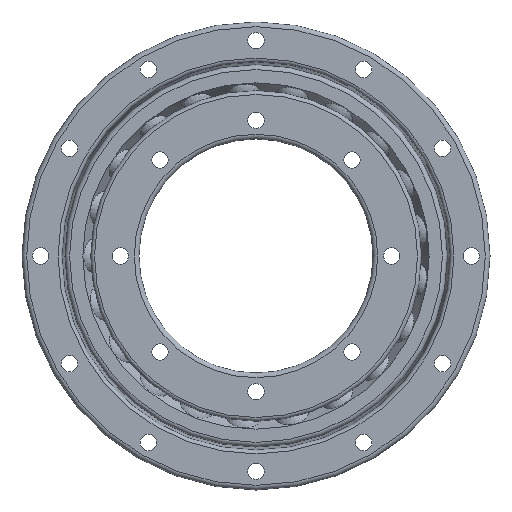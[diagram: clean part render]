
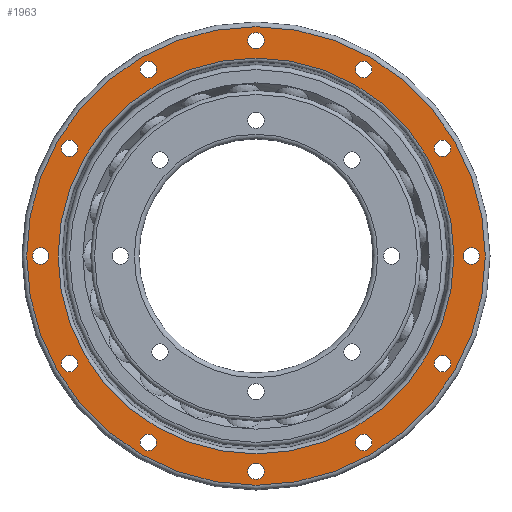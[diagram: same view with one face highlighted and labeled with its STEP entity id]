
A CAD part, front view. The second image highlights one B-rep face of the part: STEP entity #1963.
In plain terms, the highlighted face is planar.
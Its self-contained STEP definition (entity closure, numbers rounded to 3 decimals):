
#399=FACE_BOUND('',#673,.T.);
#400=FACE_BOUND('',#674,.T.);
#401=FACE_BOUND('',#675,.T.);
#402=FACE_BOUND('',#676,.T.);
#403=FACE_BOUND('',#677,.T.);
#404=FACE_BOUND('',#678,.T.);
#405=FACE_BOUND('',#679,.T.);
#406=FACE_BOUND('',#680,.T.);
#407=FACE_BOUND('',#681,.T.);
#408=FACE_BOUND('',#682,.T.);
#409=FACE_BOUND('',#683,.T.);
#410=FACE_BOUND('',#684,.T.);
#411=FACE_BOUND('',#685,.T.);
#417=PLANE('',#2254);
#488=FACE_OUTER_BOUND('',#672,.T.);
#672=EDGE_LOOP('',(#1792));
#673=EDGE_LOOP('',(#1793));
#674=EDGE_LOOP('',(#1794));
#675=EDGE_LOOP('',(#1795));
#676=EDGE_LOOP('',(#1796));
#677=EDGE_LOOP('',(#1797));
#678=EDGE_LOOP('',(#1798));
#679=EDGE_LOOP('',(#1799));
#680=EDGE_LOOP('',(#1800));
#681=EDGE_LOOP('',(#1801));
#682=EDGE_LOOP('',(#1802));
#683=EDGE_LOOP('',(#1803));
#684=EDGE_LOOP('',(#1804));
#685=EDGE_LOOP('',(#1805));
#829=CIRCLE('',#2251,42.285);
#832=CIRCLE('',#2255,49.);
#833=CIRCLE('',#2256,1.75);
#834=CIRCLE('',#2257,1.75);
#835=CIRCLE('',#2258,1.75);
#836=CIRCLE('',#2259,1.75);
#837=CIRCLE('',#2260,1.75);
#838=CIRCLE('',#2261,1.75);
#839=CIRCLE('',#2262,1.75);
#840=CIRCLE('',#2263,1.75);
#841=CIRCLE('',#2264,1.75);
#842=CIRCLE('',#2265,1.75);
#843=CIRCLE('',#2266,1.75);
#844=CIRCLE('',#2267,1.75);
#1076=VERTEX_POINT('',#5200);
#1078=VERTEX_POINT('',#5206);
#1079=VERTEX_POINT('',#5208);
#1080=VERTEX_POINT('',#5210);
#1081=VERTEX_POINT('',#5212);
#1082=VERTEX_POINT('',#5214);
#1083=VERTEX_POINT('',#5216);
#1084=VERTEX_POINT('',#5218);
#1085=VERTEX_POINT('',#5220);
#1086=VERTEX_POINT('',#5222);
#1087=VERTEX_POINT('',#5224);
#1088=VERTEX_POINT('',#5226);
#1089=VERTEX_POINT('',#5228);
#1090=VERTEX_POINT('',#5230);
#1319=EDGE_CURVE('',#1076,#1076,#829,.T.);
#1322=EDGE_CURVE('',#1078,#1078,#832,.T.);
#1323=EDGE_CURVE('',#1079,#1079,#833,.T.);
#1324=EDGE_CURVE('',#1080,#1080,#834,.T.);
#1325=EDGE_CURVE('',#1081,#1081,#835,.T.);
#1326=EDGE_CURVE('',#1082,#1082,#836,.T.);
#1327=EDGE_CURVE('',#1083,#1083,#837,.T.);
#1328=EDGE_CURVE('',#1084,#1084,#838,.T.);
#1329=EDGE_CURVE('',#1085,#1085,#839,.T.);
#1330=EDGE_CURVE('',#1086,#1086,#840,.T.);
#1331=EDGE_CURVE('',#1087,#1087,#841,.T.);
#1332=EDGE_CURVE('',#1088,#1088,#842,.T.);
#1333=EDGE_CURVE('',#1089,#1089,#843,.T.);
#1334=EDGE_CURVE('',#1090,#1090,#844,.T.);
#1792=ORIENTED_EDGE('',*,*,#1322,.F.);
#1793=ORIENTED_EDGE('',*,*,#1323,.T.);
#1794=ORIENTED_EDGE('',*,*,#1324,.T.);
#1795=ORIENTED_EDGE('',*,*,#1325,.T.);
#1796=ORIENTED_EDGE('',*,*,#1326,.T.);
#1797=ORIENTED_EDGE('',*,*,#1327,.T.);
#1798=ORIENTED_EDGE('',*,*,#1328,.T.);
#1799=ORIENTED_EDGE('',*,*,#1329,.T.);
#1800=ORIENTED_EDGE('',*,*,#1330,.T.);
#1801=ORIENTED_EDGE('',*,*,#1331,.T.);
#1802=ORIENTED_EDGE('',*,*,#1332,.T.);
#1803=ORIENTED_EDGE('',*,*,#1333,.T.);
#1804=ORIENTED_EDGE('',*,*,#1334,.T.);
#1805=ORIENTED_EDGE('',*,*,#1319,.F.);
#1963=ADVANCED_FACE('',(#488,#399,#400,#401,#402,#403,#404,#405,#406,#407,
#408,#409,#410,#411),#417,.T.);
#2251=AXIS2_PLACEMENT_3D('',#5201,#2717,#2718);
#2254=AXIS2_PLACEMENT_3D('',#5205,#2723,#2724);
#2255=AXIS2_PLACEMENT_3D('',#5207,#2725,#2726);
#2256=AXIS2_PLACEMENT_3D('',#5209,#2727,#2728);
#2257=AXIS2_PLACEMENT_3D('',#5211,#2729,#2730);
#2258=AXIS2_PLACEMENT_3D('',#5213,#2731,#2732);
#2259=AXIS2_PLACEMENT_3D('',#5215,#2733,#2734);
#2260=AXIS2_PLACEMENT_3D('',#5217,#2735,#2736);
#2261=AXIS2_PLACEMENT_3D('',#5219,#2737,#2738);
#2262=AXIS2_PLACEMENT_3D('',#5221,#2739,#2740);
#2263=AXIS2_PLACEMENT_3D('',#5223,#2741,#2742);
#2264=AXIS2_PLACEMENT_3D('',#5225,#2743,#2744);
#2265=AXIS2_PLACEMENT_3D('',#5227,#2745,#2746);
#2266=AXIS2_PLACEMENT_3D('',#5229,#2747,#2748);
#2267=AXIS2_PLACEMENT_3D('',#5231,#2749,#2750);
#2717=DIRECTION('center_axis',(0.,1.,0.));
#2718=DIRECTION('ref_axis',(-1.,0.,0.));
#2723=DIRECTION('center_axis',(0.,1.,0.));
#2724=DIRECTION('ref_axis',(0.,0.,1.));
#2725=DIRECTION('center_axis',(0.,-1.,0.));
#2726=DIRECTION('ref_axis',(-1.,0.,0.));
#2727=DIRECTION('center_axis',(0.,-1.,0.));
#2728=DIRECTION('ref_axis',(0.5,0.,-0.866));
#2729=DIRECTION('center_axis',(0.,-1.,0.));
#2730=DIRECTION('ref_axis',(0.866,0.,-0.5));
#2731=DIRECTION('center_axis',(0.,-1.,0.));
#2732=DIRECTION('ref_axis',(1.,0.,0.));
#2733=DIRECTION('center_axis',(0.,-1.,0.));
#2734=DIRECTION('ref_axis',(0.866,0.,0.5));
#2735=DIRECTION('center_axis',(0.,-1.,0.));
#2736=DIRECTION('ref_axis',(0.5,0.,0.866));
#2737=DIRECTION('center_axis',(0.,-1.,0.));
#2738=DIRECTION('ref_axis',(0.,0.,1.));
#2739=DIRECTION('center_axis',(0.,-1.,0.));
#2740=DIRECTION('ref_axis',(-0.5,0.,0.866));
#2741=DIRECTION('center_axis',(0.,-1.,0.));
#2742=DIRECTION('ref_axis',(-0.866,0.,0.5));
#2743=DIRECTION('center_axis',(0.,-1.,0.));
#2744=DIRECTION('ref_axis',(-1.,0.,0.));
#2745=DIRECTION('center_axis',(0.,-1.,0.));
#2746=DIRECTION('ref_axis',(-0.866,0.,-0.5));
#2747=DIRECTION('center_axis',(0.,-1.,0.));
#2748=DIRECTION('ref_axis',(-0.5,0.,-0.866));
#2749=DIRECTION('center_axis',(0.,-1.,0.));
#2750=DIRECTION('ref_axis',(0.,0.,-1.));
#5200=CARTESIAN_POINT('',(0.,5.,42.285));
#5201=CARTESIAN_POINT('Origin',(0.,5.,0.));
#5205=CARTESIAN_POINT('Origin',(50.,5.,0.));
#5206=CARTESIAN_POINT('',(0.,5.,49.));
#5207=CARTESIAN_POINT('Origin',(0.,5.,0.));
#5208=CARTESIAN_POINT('',(38.962,5.,24.516));
#5209=CARTESIAN_POINT('Origin',(39.837,5.,23.));
#5210=CARTESIAN_POINT('',(21.484,5.,40.712));
#5211=CARTESIAN_POINT('Origin',(23.,5.,39.837));
#5212=CARTESIAN_POINT('',(-1.75,5.,46.));
#5213=CARTESIAN_POINT('Origin',(0.,5.,46.));
#5214=CARTESIAN_POINT('',(-24.516,5.,38.962));
#5215=CARTESIAN_POINT('Origin',(-23.,5.,39.837));
#5216=CARTESIAN_POINT('',(-40.712,5.,21.484));
#5217=CARTESIAN_POINT('Origin',(-39.837,5.,23.));
#5218=CARTESIAN_POINT('',(-46.,5.,-1.75));
#5219=CARTESIAN_POINT('Origin',(-46.,5.,0.));
#5220=CARTESIAN_POINT('',(-38.962,5.,-24.516));
#5221=CARTESIAN_POINT('Origin',(-39.837,5.,-23.));
#5222=CARTESIAN_POINT('',(-21.484,5.,-40.712));
#5223=CARTESIAN_POINT('Origin',(-23.,5.,-39.837));
#5224=CARTESIAN_POINT('',(1.75,5.,-46.));
#5225=CARTESIAN_POINT('Origin',(0.,5.,-46.));
#5226=CARTESIAN_POINT('',(24.516,5.,-38.962));
#5227=CARTESIAN_POINT('Origin',(23.,5.,-39.837));
#5228=CARTESIAN_POINT('',(40.712,5.,-21.484));
#5229=CARTESIAN_POINT('Origin',(39.837,5.,-23.));
#5230=CARTESIAN_POINT('',(46.,5.,1.75));
#5231=CARTESIAN_POINT('Origin',(46.,5.,0.));
